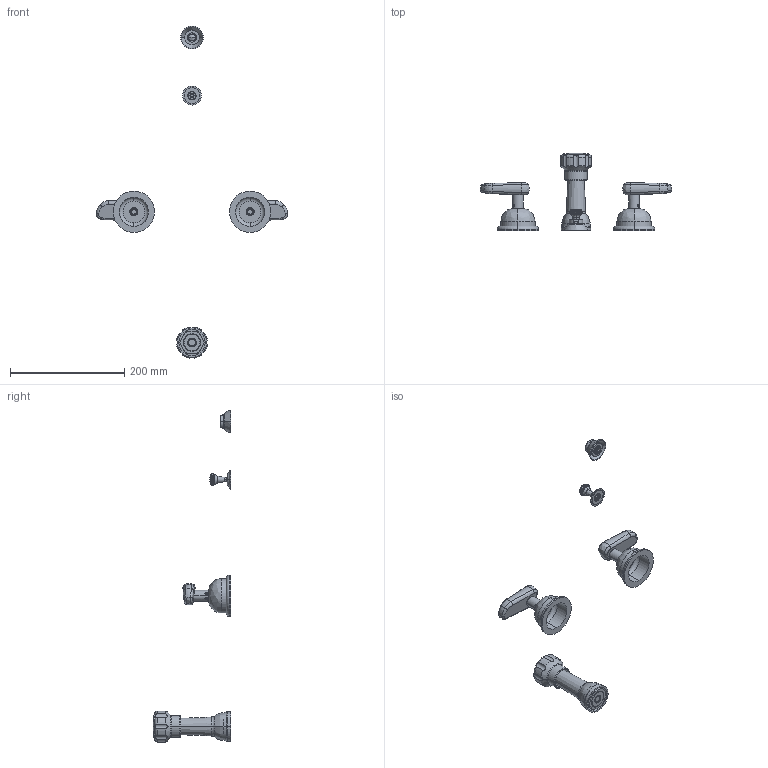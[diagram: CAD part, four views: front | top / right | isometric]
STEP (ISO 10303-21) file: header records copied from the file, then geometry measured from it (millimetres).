
FILE_DESCRIPTION((''),'2;1');
FILE_NAME('G1509','2011-08-29T',('ravindrashirol'),(''),'PRO/ENGINEER BY PARAMETRIC TECHNOLOGY CORPORATION, 2009300','PRO/ENGINEER BY PARAMETRIC TECHNOLOGY CORPORATION, 2009300','');
FILE_SCHEMA(('CONFIG_CONTROL_DESIGN'));
Length unit declared in the file: inch
Products named in the file (1): G1509
Bounding box: 334.35 x 135.97 x 580.53 mm (x, y, z)
Volume: 193209.4 mm3; surface area: 136932.1 mm2
Topology: 13 solids, 23 shells, 1570 faces, 4201 edges, 2634 vertices
Faces by surface type: cylinder 615, plane 410, bspline 261, cone 158, torus 112, sphere 8, revolution 6
Entity records: 82663 total; most frequent: CARTESIAN_POINT 47063, ORIENTED_EDGE 8348, DIRECTION 6012, EDGE_CURVE 4189, VERTEX_POINT 2634, AXIS2_PLACEMENT_3D 2293, B_SPLINE_CURVE_WITH_KNOTS 1786, EDGE_LOOP 1664
